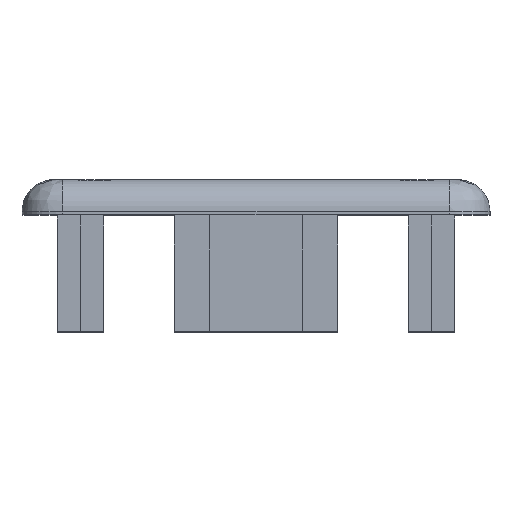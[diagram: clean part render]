
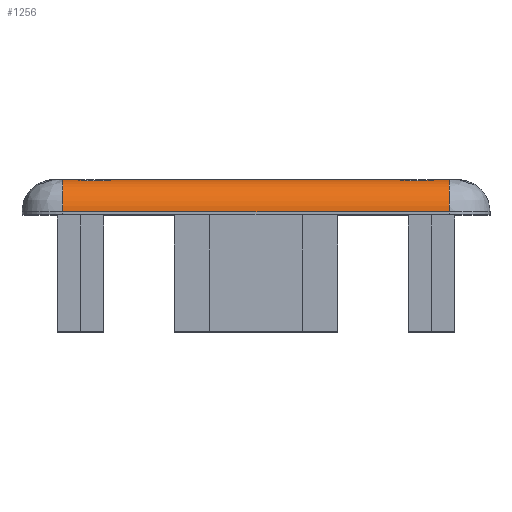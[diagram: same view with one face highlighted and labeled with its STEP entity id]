
A CAD part, top view. The second image highlights one B-rep face of the part: STEP entity #1256.
In plain terms, the highlighted cylindrical face has radius 2.75 mm (diameter 5.5 mm), a partial arc.
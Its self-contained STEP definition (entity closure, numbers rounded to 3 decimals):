
#100=FACE_OUTER_BOUND('',#178,.T.);
#178=EDGE_LOOP('',(#995,#996,#997,#998,#999,#1000,#1001,#1002));
#236=B_SPLINE_CURVE_WITH_KNOTS('',3,(#1830,#1831,#1832,#1833,#1834,#1835,
#1836,#1837,#1838,#1839),.UNSPECIFIED.,.F.,.F.,(4,2,2,2,4),(-1.687,
-1.608,-1.44,-1.273,-1.193),
 .UNSPECIFIED.);
#239=B_SPLINE_CURVE_WITH_KNOTS('',3,(#1875,#1876,#1877,#1878,#1879,#1880,
#1881,#1882,#1883,#1884),.UNSPECIFIED.,.F.,.F.,(4,2,2,2,4),(-1.687,
-1.608,-1.44,-1.273,-1.193),
 .UNSPECIFIED.);
#254=LINE('',#1953,#386);
#255=LINE('',#1957,#387);
#260=LINE('',#1965,#392);
#303=LINE('',#2063,#435);
#386=VECTOR('',#1517,1000.);
#387=VECTOR('',#1522,1000.);
#392=VECTOR('',#1531,1000.);
#435=VECTOR('',#1592,1000.);
#539=CIRCLE('',#1382,2.75);
#540=CIRCLE('',#1383,2.75);
#557=VERTEX_POINT('',#1827);
#558=VERTEX_POINT('',#1829);
#565=VERTEX_POINT('',#1872);
#566=VERTEX_POINT('',#1874);
#584=VERTEX_POINT('',#1952);
#585=VERTEX_POINT('',#1956);
#631=VERTEX_POINT('',#2060);
#632=VERTEX_POINT('',#2062);
#679=EDGE_CURVE('',#557,#558,#236,.F.);
#688=EDGE_CURVE('',#565,#566,#239,.F.);
#713=EDGE_CURVE('',#558,#584,#254,.T.);
#715=EDGE_CURVE('',#585,#565,#255,.T.);
#721=EDGE_CURVE('',#566,#557,#260,.T.);
#769=EDGE_CURVE('',#631,#632,#303,.T.);
#779=EDGE_CURVE('',#585,#632,#539,.T.);
#780=EDGE_CURVE('',#631,#584,#540,.T.);
#995=ORIENTED_EDGE('',*,*,#679,.F.);
#996=ORIENTED_EDGE('',*,*,#721,.F.);
#997=ORIENTED_EDGE('',*,*,#688,.F.);
#998=ORIENTED_EDGE('',*,*,#715,.F.);
#999=ORIENTED_EDGE('',*,*,#779,.T.);
#1000=ORIENTED_EDGE('',*,*,#769,.F.);
#1001=ORIENTED_EDGE('',*,*,#780,.T.);
#1002=ORIENTED_EDGE('',*,*,#713,.F.);
#1230=CYLINDRICAL_SURFACE('',#1381,2.75);
#1256=ADVANCED_FACE('',(#100),#1230,.T.);
#1381=AXIS2_PLACEMENT_3D('',#2080,#1610,#1611);
#1382=AXIS2_PLACEMENT_3D('',#2081,#1612,#1613);
#1383=AXIS2_PLACEMENT_3D('',#2082,#1614,#1615);
#1517=DIRECTION('',(1.,0.,0.));
#1522=DIRECTION('',(1.,0.,0.));
#1531=DIRECTION('',(1.,0.,0.));
#1592=DIRECTION('',(-1.,0.,0.));
#1610=DIRECTION('center_axis',(1.,0.,0.));
#1611=DIRECTION('ref_axis',(0.,0.,-1.));
#1612=DIRECTION('center_axis',(1.,0.,0.));
#1613=DIRECTION('ref_axis',(0.,0.,-1.));
#1614=DIRECTION('center_axis',(-1.,0.,0.));
#1615=DIRECTION('ref_axis',(0.,0.,1.));
#1827=CARTESIAN_POINT('',(31.339,3.,-2.75));
#1829=CARTESIAN_POINT('',(36.161,3.,-2.75));
#1830=CARTESIAN_POINT('Ctrl Pts',(36.161,3.,-2.75));
#1831=CARTESIAN_POINT('Ctrl Pts',(35.935,3.,-2.594));
#1832=CARTESIAN_POINT('Ctrl Pts',(35.691,2.987,-2.459));
#1833=CARTESIAN_POINT('Ctrl Pts',(34.898,2.936,-2.116));
#1834=CARTESIAN_POINT('Ctrl Pts',(34.308,2.896,-2.));
#1835=CARTESIAN_POINT('Ctrl Pts',(33.192,2.896,-2.));
#1836=CARTESIAN_POINT('Ctrl Pts',(32.602,2.936,-2.116));
#1837=CARTESIAN_POINT('Ctrl Pts',(31.809,2.987,-2.459));
#1838=CARTESIAN_POINT('Ctrl Pts',(31.565,3.,-2.594));
#1839=CARTESIAN_POINT('Ctrl Pts',(31.339,3.,-2.75));
#1872=CARTESIAN_POINT('',(3.839,3.,-2.75));
#1874=CARTESIAN_POINT('',(8.661,3.,-2.75));
#1875=CARTESIAN_POINT('Ctrl Pts',(8.661,3.,-2.75));
#1876=CARTESIAN_POINT('Ctrl Pts',(8.435,3.,-2.594));
#1877=CARTESIAN_POINT('Ctrl Pts',(8.191,2.987,-2.459));
#1878=CARTESIAN_POINT('Ctrl Pts',(7.398,2.936,-2.116));
#1879=CARTESIAN_POINT('Ctrl Pts',(6.808,2.896,-2.));
#1880=CARTESIAN_POINT('Ctrl Pts',(5.692,2.896,-2.));
#1881=CARTESIAN_POINT('Ctrl Pts',(5.102,2.936,-2.116));
#1882=CARTESIAN_POINT('Ctrl Pts',(4.309,2.987,-2.459));
#1883=CARTESIAN_POINT('Ctrl Pts',(4.065,3.,-2.594));
#1884=CARTESIAN_POINT('Ctrl Pts',(3.839,3.,-2.75));
#1952=CARTESIAN_POINT('',(36.5,3.,-2.75));
#1953=CARTESIAN_POINT('',(0.,3.,-2.75));
#1956=CARTESIAN_POINT('',(3.5,3.,-2.75));
#1957=CARTESIAN_POINT('',(0.,3.,-2.75));
#1965=CARTESIAN_POINT('',(0.,3.,-2.75));
#2060=CARTESIAN_POINT('',(36.5,0.25,0.));
#2062=CARTESIAN_POINT('',(3.5,0.25,0.));
#2063=CARTESIAN_POINT('',(0.,0.25,0.));
#2080=CARTESIAN_POINT('Origin',(0.,0.25,-2.75));
#2081=CARTESIAN_POINT('Origin',(3.5,0.25,-2.75));
#2082=CARTESIAN_POINT('Origin',(36.5,0.25,-2.75));
